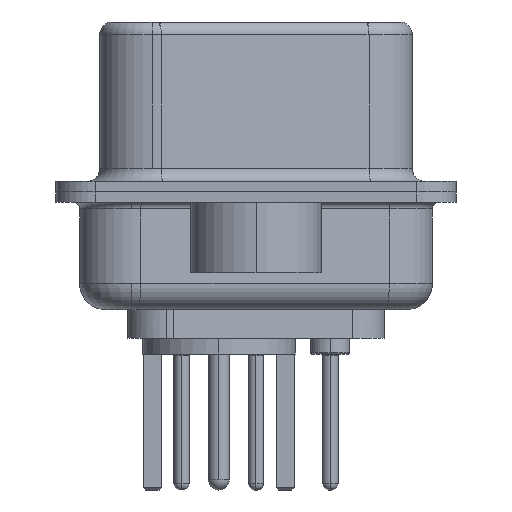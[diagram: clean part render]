
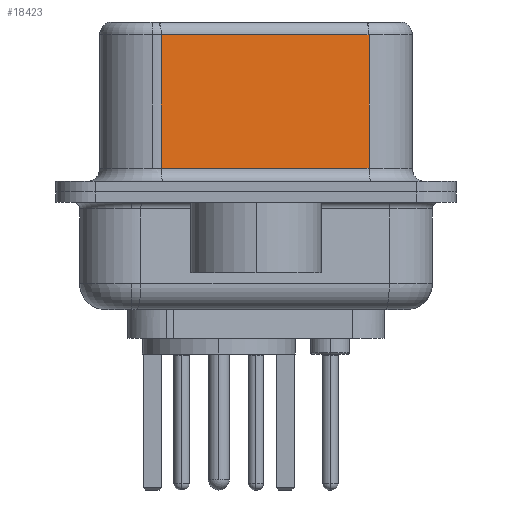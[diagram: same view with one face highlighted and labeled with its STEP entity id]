
A CAD part, left-side view. The second image highlights one B-rep face of the part: STEP entity #18423.
In plain terms, the highlighted planar face has unit normal (-0.985, -0.174, 0).
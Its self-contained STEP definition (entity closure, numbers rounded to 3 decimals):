
#580 = CARTESIAN_POINT ( 'NONE',  ( 3.73, 3.628, 6.52 ) ) ;
#691 = DIRECTION ( 'NONE',  ( 0., 0., -1. ) ) ;
#809 = CARTESIAN_POINT ( 'NONE',  ( 3.73, 3.628, 6.02 ) ) ;
#2521 = VERTEX_POINT ( 'NONE', #809 ) ;
#3173 = EDGE_LOOP ( 'NONE', ( #23793, #14576, #17391, #5723 ) ) ;
#4132 = DIRECTION ( 'NONE',  ( 0.985, 0.174, 0. ) ) ;
#4707 = DIRECTION ( 'NONE',  ( -0.174, 0.985, 0. ) ) ;
#5376 = FACE_OUTER_BOUND ( 'NONE', #3173, .T. ) ;
#5660 = VERTEX_POINT ( 'NONE', #26217 ) ;
#5723 = ORIENTED_EDGE ( 'NONE', *, *, #27352, .T. ) ;
#6798 = VECTOR ( 'NONE', #13577, 1000. ) ;
#8570 = VECTOR ( 'NONE', #4707, 1000. ) ;
#9141 = CARTESIAN_POINT ( 'NONE',  ( 5.132, -4.322, 6.02 ) ) ;
#9287 = LINE ( 'NONE', #9141, #8570 ) ;
#10622 = VERTEX_POINT ( 'NONE', #24392 ) ;
#13032 = PLANE ( 'NONE',  #13870 ) ;
#13577 = DIRECTION ( 'NONE',  ( 0.174, -0.985, 0. ) ) ;
#13695 = LINE ( 'NONE', #24364, #24814 ) ;
#13870 = AXIS2_PLACEMENT_3D ( 'NONE', #17500, #4132, #19854 ) ;
#14136 = LINE ( 'NONE', #18068, #6798 ) ;
#14576 = ORIENTED_EDGE ( 'NONE', *, *, #17004, .T. ) ;
#17004 = EDGE_CURVE ( 'NONE', #23189, #2521, #9287, .T. ) ;
#17391 = ORIENTED_EDGE ( 'NONE', *, *, #27916, .T. ) ;
#17500 = CARTESIAN_POINT ( 'NONE',  ( 5.132, -4.322, 6.52 ) ) ;
#18068 = CARTESIAN_POINT ( 'NONE',  ( 5.132, -4.322, 0.9 ) ) ;
#18423 = ADVANCED_FACE ( 'NONE', ( #5376 ), #13032, .F. ) ;
#18487 = VECTOR ( 'NONE', #691, 1000. ) ;
#19854 = DIRECTION ( 'NONE',  ( -0.174, 0.985, 0. ) ) ;
#20050 = EDGE_CURVE ( 'NONE', #23189, #5660, #13695, .T. ) ;
#23189 = VERTEX_POINT ( 'NONE', #24633 ) ;
#23793 = ORIENTED_EDGE ( 'NONE', *, *, #20050, .F. ) ;
#24364 = CARTESIAN_POINT ( 'NONE',  ( 5.132, -4.322, 6.52 ) ) ;
#24373 = LINE ( 'NONE', #580, #18487 ) ;
#24392 = CARTESIAN_POINT ( 'NONE',  ( 3.73, 3.628, 0.9 ) ) ;
#24633 = CARTESIAN_POINT ( 'NONE',  ( 5.132, -4.322, 6.02 ) ) ;
#24814 = VECTOR ( 'NONE', #28887, 1000. ) ;
#26217 = CARTESIAN_POINT ( 'NONE',  ( 5.132, -4.322, 0.9 ) ) ;
#27352 = EDGE_CURVE ( 'NONE', #10622, #5660, #14136, .T. ) ;
#27916 = EDGE_CURVE ( 'NONE', #2521, #10622, #24373, .T. ) ;
#28887 = DIRECTION ( 'NONE',  ( 0., 0., -1. ) ) ;
